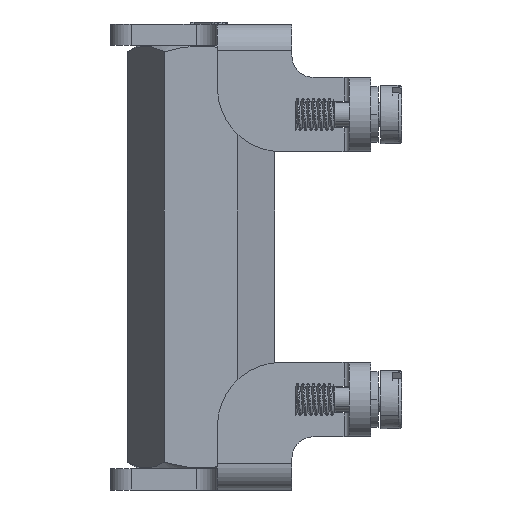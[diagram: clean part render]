
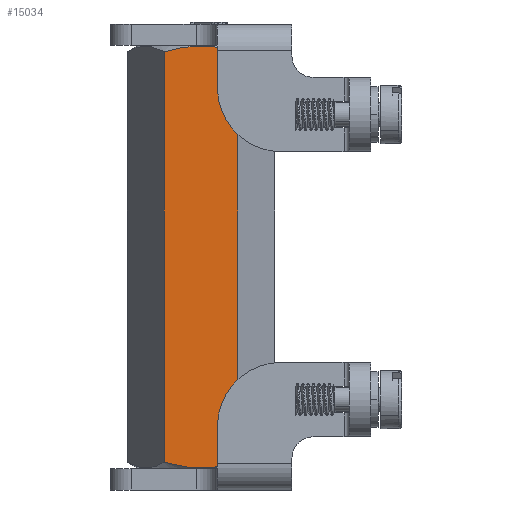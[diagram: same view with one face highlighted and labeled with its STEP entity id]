
A CAD part, left-side view. The second image highlights one B-rep face of the part: STEP entity #15034.
In plain terms, the highlighted planar face has unit normal (-1, 0, 0).
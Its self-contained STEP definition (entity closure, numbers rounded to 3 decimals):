
#1719=CARTESIAN_POINT('',(-6.,3.464,-118.54));
#1720=CARTESIAN_POINT('',(-6.,3.086,-118.649));
#1721=CARTESIAN_POINT('',(-6.,2.326,-118.841));
#1722=CARTESIAN_POINT('',(-6.,1.174,-119.031));
#1723=CARTESIAN_POINT('',(-6.,-0.001,-119.098));
#1724=CARTESIAN_POINT('',(-6.,-1.173,-119.031));
#1725=CARTESIAN_POINT('',(-6.,-2.329,-118.841));
#1726=CARTESIAN_POINT('',(-6.,-3.087,-118.649));
#1727=CARTESIAN_POINT('',(-6.,-3.464,-118.54));
#1781=DIRECTION('',(0.,0.,-1.));
#1782=VECTOR('',#1781,38.6);
#1783=CARTESIAN_POINT('',(-6.,-3.464,-79.94));
#1784=LINE('',#1783,#1782);
#1785=DIRECTION('',(0.,0.,-1.));
#1786=VECTOR('',#1785,38.6);
#1787=CARTESIAN_POINT('',(-6.,3.464,-79.94));
#1788=LINE('',#1787,#1786);
#7573=CARTESIAN_POINT('',(-6.,-3.464,-79.94));
#7575=CARTESIAN_POINT('',(-6.,-3.464,-79.94));
#7576=CARTESIAN_POINT('',(-6.,-3.086,-79.83));
#7577=CARTESIAN_POINT('',(-6.,-2.326,-79.638));
#7578=CARTESIAN_POINT('',(-6.,-1.174,-79.449));
#7579=CARTESIAN_POINT('',(-6.,0.001,-79.381));
#7580=CARTESIAN_POINT('',(-6.,1.173,-79.449));
#7581=CARTESIAN_POINT('',(-6.,2.329,-79.639));
#7582=CARTESIAN_POINT('',(-6.,3.087,-79.831));
#7583=CARTESIAN_POINT('',(-6.,3.464,-79.94));
#11380=VERTEX_POINT('',#7573);
#11381=VERTEX_POINT('',#7583);
#11382=CARTESIAN_POINT('',(-6.,-3.464,-118.54));
#11383=VERTEX_POINT('',#11382);
#11386=CARTESIAN_POINT('',(-6.,3.464,-118.54));
#11387=VERTEX_POINT('',#11386);
#15021=CARTESIAN_POINT('',(-6.,3.464,-119.14));
#15022=DIRECTION('',(-1.,0.,0.));
#15023=DIRECTION('',(0.,1.,0.));
#15024=AXIS2_PLACEMENT_3D('',#15021,#15022,#15023);
#15025=PLANE('',#15024);
#15027=ORIENTED_EDGE('',*,*,#15026,.F.);
#15029=ORIENTED_EDGE('',*,*,#15028,.F.);
#15030=ORIENTED_EDGE('',*,*,#15012,.T.);
#15031=ORIENTED_EDGE('',*,*,#14966,.F.);
#15032=EDGE_LOOP('',(#15027,#15029,#15030,#15031));
#15033=FACE_OUTER_BOUND('',#15032,.F.);
#15034=ADVANCED_FACE('',(#15033),#15025,.T.);
#1728=B_SPLINE_CURVE_WITH_KNOTS('',3,(#1719,#1720,#1721,#1722,#1723,#1724,#1725,
#1726,#1727),.UNSPECIFIED.,.F.,.F.,(4,1,1,1,1,1,4),(0.,0.167,
0.333,0.5,0.667,0.833,1.),
.UNSPECIFIED.);
#7584=B_SPLINE_CURVE_WITH_KNOTS('',3,(#7575,#7576,#7577,#7578,#7579,#7580,#7581,
#7582,#7583),.UNSPECIFIED.,.F.,.F.,(4,1,1,1,1,1,4),(0.,0.167,
0.333,0.5,0.667,0.833,1.),
.UNSPECIFIED.);
#14966=EDGE_CURVE('',#11387,#11383,#1728,.T.);
#15012=EDGE_CURVE('',#11380,#11383,#1784,.T.);
#15026=EDGE_CURVE('',#11381,#11387,#1788,.T.);
#15028=EDGE_CURVE('',#11380,#11381,#7584,.T.);
